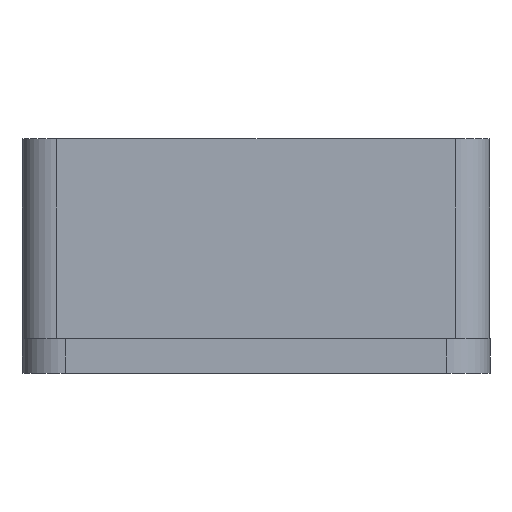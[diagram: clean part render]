
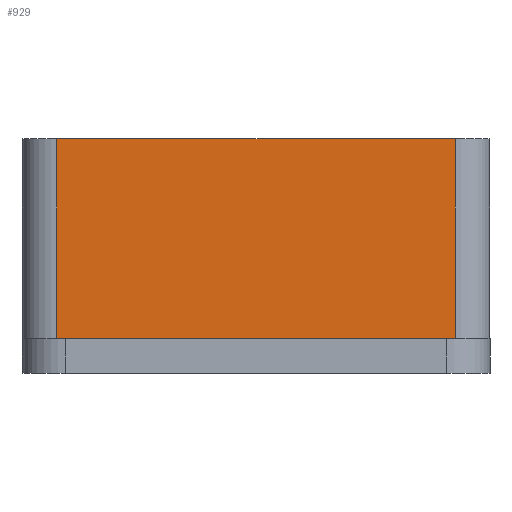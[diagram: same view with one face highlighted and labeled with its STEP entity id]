
A CAD part, front view. The second image highlights one B-rep face of the part: STEP entity #929.
In plain terms, the highlighted planar face has unit normal (0, -1, 0).
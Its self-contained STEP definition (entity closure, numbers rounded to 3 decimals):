
#418 = VERTEX_POINT('',#419);
#419 = CARTESIAN_POINT('',(-9.19,-14.6,9.221));
#426 = EDGE_CURVE('',#418,#427,#429,.T.);
#427 = VERTEX_POINT('',#428);
#428 = CARTESIAN_POINT('',(9.19,-14.6,9.221));
#429 = LINE('',#430,#431);
#430 = CARTESIAN_POINT('',(-9.19,-14.6,9.221));
#431 = VECTOR('',#432,1.);
#432 = DIRECTION('',(1.,0.,0.));
#901 = EDGE_CURVE('',#902,#418,#904,.T.);
#902 = VERTEX_POINT('',#903);
#903 = CARTESIAN_POINT('',(-9.19,-14.6,0.));
#904 = LINE('',#905,#906);
#905 = CARTESIAN_POINT('',(-9.19,-14.6,0.));
#906 = VECTOR('',#907,1.);
#907 = DIRECTION('',(0.,0.,1.));
#929 = ADVANCED_FACE('',(#930),#948,.F.);
#930 = FACE_BOUND('',#931,.F.);
#931 = EDGE_LOOP('',(#932,#940,#946,#947));
#932 = ORIENTED_EDGE('',*,*,#933,.F.);
#933 = EDGE_CURVE('',#934,#427,#936,.T.);
#934 = VERTEX_POINT('',#935);
#935 = CARTESIAN_POINT('',(9.19,-14.6,0.));
#936 = LINE('',#937,#938);
#937 = CARTESIAN_POINT('',(9.19,-14.6,0.));
#938 = VECTOR('',#939,1.);
#939 = DIRECTION('',(0.,0.,1.));
#940 = ORIENTED_EDGE('',*,*,#941,.F.);
#941 = EDGE_CURVE('',#902,#934,#942,.T.);
#942 = LINE('',#943,#944);
#943 = CARTESIAN_POINT('',(-9.19,-14.6,0.));
#944 = VECTOR('',#945,1.);
#945 = DIRECTION('',(1.,0.,0.));
#946 = ORIENTED_EDGE('',*,*,#901,.T.);
#947 = ORIENTED_EDGE('',*,*,#426,.T.);
#948 = PLANE('',#949);
#949 = AXIS2_PLACEMENT_3D('',#950,#951,#952);
#950 = CARTESIAN_POINT('',(-9.19,-14.6,0.));
#951 = DIRECTION('',(0.,1.,0.));
#952 = DIRECTION('',(1.,0.,0.));
